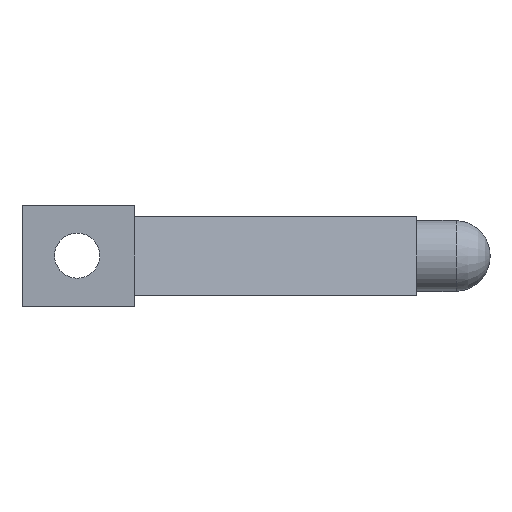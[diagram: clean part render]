
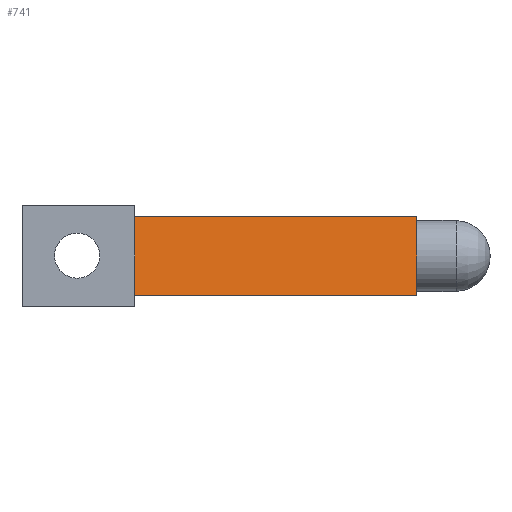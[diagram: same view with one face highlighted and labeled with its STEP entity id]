
A CAD part, left-side view. The second image highlights one B-rep face of the part: STEP entity #741.
In plain terms, the highlighted planar face has unit normal (-0.838, -0.545, 0).
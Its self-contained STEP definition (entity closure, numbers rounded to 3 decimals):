
#66 = PLANE('',#67);
#67 = AXIS2_PLACEMENT_3D('',#68,#69,#70);
#68 = CARTESIAN_POINT('',(-7.5,-42.,-9.));
#69 = DIRECTION('',(0.,1.,0.));
#70 = DIRECTION('',(1.,0.,0.));
#180 = VERTEX_POINT('',#181);
#181 = CARTESIAN_POINT('',(-7.5,-42.,-7.));
#197 = PLANE('',#198);
#198 = AXIS2_PLACEMENT_3D('',#199,#200,#201);
#199 = CARTESIAN_POINT('',(-90.,-42.,-7.));
#200 = DIRECTION('',(0.,0.,1.));
#201 = DIRECTION('',(0.,1.,0.));
#209 = EDGE_CURVE('',#180,#210,#212,.T.);
#210 = VERTEX_POINT('',#211);
#211 = CARTESIAN_POINT('',(-7.5,-42.,7.));
#212 = SURFACE_CURVE('',#213,(#217,#224),.PCURVE_S1.);
#213 = LINE('',#214,#215);
#214 = CARTESIAN_POINT('',(-7.5,-42.,-9.));
#215 = VECTOR('',#216,1.);
#216 = DIRECTION('',(0.,0.,1.));
#217 = PCURVE('',#66,#218);
#218 = DEFINITIONAL_REPRESENTATION('',(#219),#223);
#219 = LINE('',#220,#221);
#220 = CARTESIAN_POINT('',(0.,0.));
#221 = VECTOR('',#222,1.);
#222 = DIRECTION('',(0.,-1.));
#223 = ( GEOMETRIC_REPRESENTATION_CONTEXT(2) 
PARAMETRIC_REPRESENTATION_CONTEXT() REPRESENTATION_CONTEXT('2D SPACE',''
  ) );
#224 = PCURVE('',#225,#230);
#225 = PLANE('',#226);
#226 = AXIS2_PLACEMENT_3D('',#227,#228,#229);
#227 = CARTESIAN_POINT('',(-7.5,-42.,-9.));
#228 = DIRECTION('',(-0.838,-0.545,0.));
#229 = DIRECTION('',(-0.545,0.838,0.));
#230 = DEFINITIONAL_REPRESENTATION('',(#231),#235);
#231 = LINE('',#232,#233);
#232 = CARTESIAN_POINT('',(0.,0.));
#233 = VECTOR('',#234,1.);
#234 = DIRECTION('',(0.,-1.));
#235 = ( GEOMETRIC_REPRESENTATION_CONTEXT(2) 
PARAMETRIC_REPRESENTATION_CONTEXT() REPRESENTATION_CONTEXT('2D SPACE',''
  ) );
#253 = PLANE('',#254);
#254 = AXIS2_PLACEMENT_3D('',#255,#256,#257);
#255 = CARTESIAN_POINT('',(-90.,-42.,7.));
#256 = DIRECTION('',(0.,0.,1.));
#257 = DIRECTION('',(0.,1.,0.));
#301 = EDGE_CURVE('',#180,#302,#304,.T.);
#302 = VERTEX_POINT('',#303);
#303 = CARTESIAN_POINT('',(-40.,8.,-7.));
#304 = SURFACE_CURVE('',#305,(#309,#315),.PCURVE_S1.);
#305 = LINE('',#306,#307);
#306 = CARTESIAN_POINT('',(-19.752,-23.151,-7.));
#307 = VECTOR('',#308,1.);
#308 = DIRECTION('',(-0.545,0.838,0.));
#309 = PCURVE('',#197,#310);
#310 = DEFINITIONAL_REPRESENTATION('',(#311),#314);
#311 = B_SPLINE_CURVE_WITH_KNOTS('',1,(#312,#313),.UNSPECIFIED.,.F.,.F.,
  (2,2),(-28.444,43.117),.PIECEWISE_BEZIER_KNOTS.);
#312 = CARTESIAN_POINT('',(-5.,-85.75));
#313 = CARTESIAN_POINT('',(55.,-46.75));
#314 = ( GEOMETRIC_REPRESENTATION_CONTEXT(2) 
PARAMETRIC_REPRESENTATION_CONTEXT() REPRESENTATION_CONTEXT('2D SPACE',''
  ) );
#315 = PCURVE('',#225,#316);
#316 = DEFINITIONAL_REPRESENTATION('',(#317),#320);
#317 = B_SPLINE_CURVE_WITH_KNOTS('',1,(#318,#319),.UNSPECIFIED.,.F.,.F.,
  (2,2),(-28.444,43.117),.PIECEWISE_BEZIER_KNOTS.);
#318 = CARTESIAN_POINT('',(-5.963,-2.));
#319 = CARTESIAN_POINT('',(65.598,-2.));
#320 = ( GEOMETRIC_REPRESENTATION_CONTEXT(2) 
PARAMETRIC_REPRESENTATION_CONTEXT() REPRESENTATION_CONTEXT('2D SPACE',''
  ) );
#617 = EDGE_CURVE('',#210,#618,#620,.T.);
#618 = VERTEX_POINT('',#619);
#619 = CARTESIAN_POINT('',(-40.,8.,7.));
#620 = SURFACE_CURVE('',#621,(#625,#631),.PCURVE_S1.);
#621 = LINE('',#622,#623);
#622 = CARTESIAN_POINT('',(-19.752,-23.151,7.));
#623 = VECTOR('',#624,1.);
#624 = DIRECTION('',(-0.545,0.838,0.));
#625 = PCURVE('',#253,#626);
#626 = DEFINITIONAL_REPRESENTATION('',(#627),#630);
#627 = B_SPLINE_CURVE_WITH_KNOTS('',1,(#628,#629),.UNSPECIFIED.,.F.,.F.,
  (2,2),(-28.444,43.117),.PIECEWISE_BEZIER_KNOTS.);
#628 = CARTESIAN_POINT('',(-5.,-85.75));
#629 = CARTESIAN_POINT('',(55.,-46.75));
#630 = ( GEOMETRIC_REPRESENTATION_CONTEXT(2) 
PARAMETRIC_REPRESENTATION_CONTEXT() REPRESENTATION_CONTEXT('2D SPACE',''
  ) );
#631 = PCURVE('',#225,#632);
#632 = DEFINITIONAL_REPRESENTATION('',(#633),#636);
#633 = B_SPLINE_CURVE_WITH_KNOTS('',1,(#634,#635),.UNSPECIFIED.,.F.,.F.,
  (2,2),(-28.444,43.117),.PIECEWISE_BEZIER_KNOTS.);
#634 = CARTESIAN_POINT('',(-5.963,-16.));
#635 = CARTESIAN_POINT('',(65.598,-16.));
#636 = ( GEOMETRIC_REPRESENTATION_CONTEXT(2) 
PARAMETRIC_REPRESENTATION_CONTEXT() REPRESENTATION_CONTEXT('2D SPACE',''
  ) );
#741 = ADVANCED_FACE('',(#742),#225,.T.);
#742 = FACE_BOUND('',#743,.T.);
#743 = EDGE_LOOP('',(#744,#745,#746,#747));
#744 = ORIENTED_EDGE('',*,*,#301,.F.);
#745 = ORIENTED_EDGE('',*,*,#209,.T.);
#746 = ORIENTED_EDGE('',*,*,#617,.T.);
#747 = ORIENTED_EDGE('',*,*,#748,.F.);
#748 = EDGE_CURVE('',#302,#618,#749,.T.);
#749 = SURFACE_CURVE('',#750,(#754,#761),.PCURVE_S1.);
#750 = LINE('',#751,#752);
#751 = CARTESIAN_POINT('',(-40.,8.,-9.));
#752 = VECTOR('',#753,1.);
#753 = DIRECTION('',(0.,0.,1.));
#754 = PCURVE('',#225,#755);
#755 = DEFINITIONAL_REPRESENTATION('',(#756),#760);
#756 = LINE('',#757,#758);
#757 = CARTESIAN_POINT('',(59.634,0.));
#758 = VECTOR('',#759,1.);
#759 = DIRECTION('',(0.,-1.));
#760 = ( GEOMETRIC_REPRESENTATION_CONTEXT(2) 
PARAMETRIC_REPRESENTATION_CONTEXT() REPRESENTATION_CONTEXT('2D SPACE',''
  ) );
#761 = PCURVE('',#762,#767);
#762 = PLANE('',#763);
#763 = AXIS2_PLACEMENT_3D('',#764,#765,#766);
#764 = CARTESIAN_POINT('',(-90.,8.,-9.));
#765 = DIRECTION('',(0.,1.,0.));
#766 = DIRECTION('',(1.,0.,0.));
#767 = DEFINITIONAL_REPRESENTATION('',(#768),#772);
#768 = LINE('',#769,#770);
#769 = CARTESIAN_POINT('',(50.,0.));
#770 = VECTOR('',#771,1.);
#771 = DIRECTION('',(0.,-1.));
#772 = ( GEOMETRIC_REPRESENTATION_CONTEXT(2) 
PARAMETRIC_REPRESENTATION_CONTEXT() REPRESENTATION_CONTEXT('2D SPACE',''
  ) );
